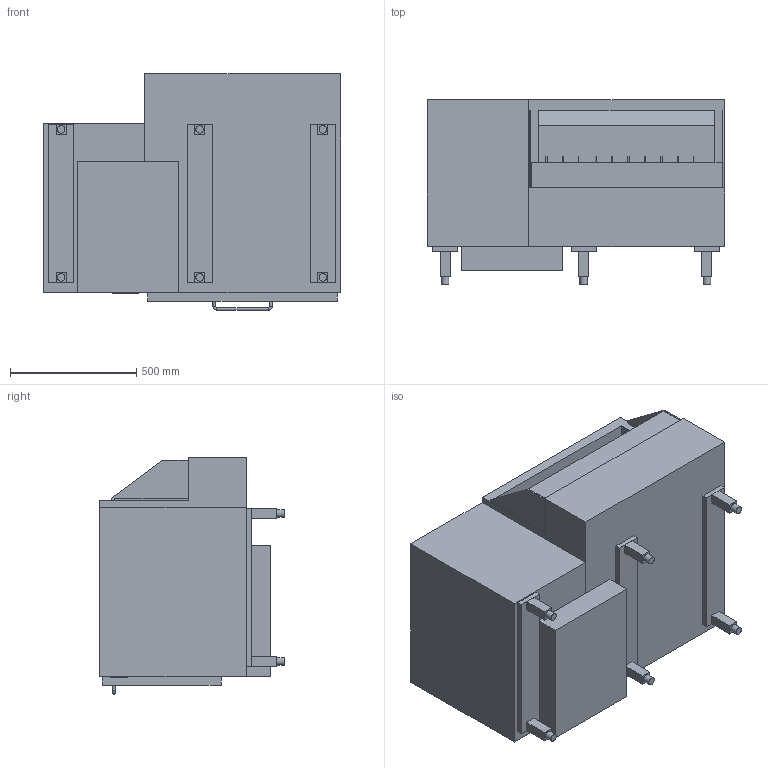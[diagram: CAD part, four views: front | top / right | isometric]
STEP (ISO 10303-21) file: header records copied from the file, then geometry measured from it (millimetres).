
FILE_DESCRIPTION(/* description */ ('eigengekühlt'),/* implementation_level */ '2;1');
FILE_NAME(/* name */ '3D-AKE-00004993.stp',/* time_stamp */ '2024-11-18T09:09:20+01:00',/* author */ ('marina.schachner'),/* organization */ (''),/* preprocessor_version */ 'ST-DEVELOPER v20',/* originating_system */ 'Autodesk Inventor 2024',/* authorisation */ '');
FILE_SCHEMA (('AUTOMOTIVE_DESIGN { 1 0 10303 214 3 1 1 }'));
Length unit declared in the file: millimetre
Products named in the file (1): 3D-AKE-00004993
Bounding box: 1175 x 730 x 935 mm (x, y, z)
Volume: 310292536.3 mm3; surface area: 11763695.3 mm2
Topology: 32 solids, 32 shells, 299 faces, 675 edges, 450 vertices
Faces by surface type: plane 234, cylinder 43, torus 22
Full cylindrical faces by diameter (mm): 5 x30, 10 x3, 30 x6
Entity records: 8366 total; most frequent: DIRECTION 1427, CARTESIAN_POINT 1425, ORIENTED_EDGE 1350, EDGE_CURVE 675, LINE 523, VECTOR 523, AXIS2_PLACEMENT_3D 452, VERTEX_POINT 450
